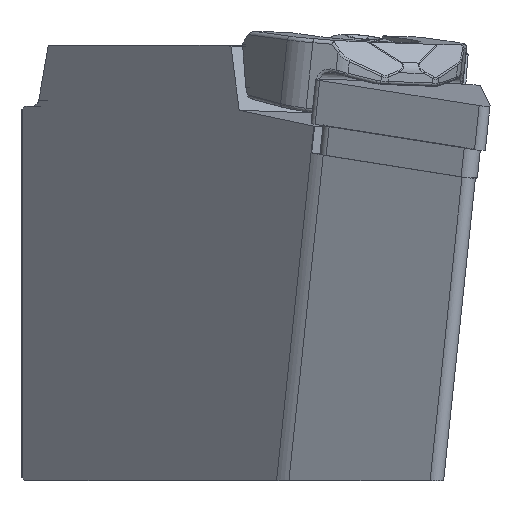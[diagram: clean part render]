
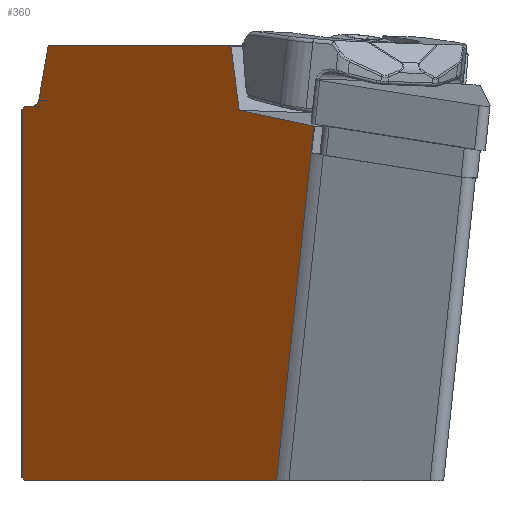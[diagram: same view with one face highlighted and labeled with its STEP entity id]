
A CAD part, left-side view. The second image highlights one B-rep face of the part: STEP entity #360.
In plain terms, the highlighted planar face has unit normal (-0.703, 0.711, 0).
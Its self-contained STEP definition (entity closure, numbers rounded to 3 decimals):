
#204=ELLIPSE('',#3150,1.125,0.8);
#360=ADVANCED_FACE('',(#620),#539,.F.);
#539=PLANE('',#3151);
#620=FACE_OUTER_BOUND('',#794,.T.);
#794=EDGE_LOOP('',(#1020,#1021,#1022,#1023,#1024,#1025,#1026,#1027,#1028,
#1029,#1030,#1031));
#1020=ORIENTED_EDGE('',*,*,#2187,.F.);
#1021=ORIENTED_EDGE('',*,*,#2184,.F.);
#1022=ORIENTED_EDGE('',*,*,#2209,.F.);
#1023=ORIENTED_EDGE('',*,*,#2210,.F.);
#1024=ORIENTED_EDGE('',*,*,#2211,.F.);
#1025=ORIENTED_EDGE('',*,*,#2212,.F.);
#1026=ORIENTED_EDGE('',*,*,#2213,.F.);
#1027=ORIENTED_EDGE('',*,*,#2214,.F.);
#1028=ORIENTED_EDGE('',*,*,#2215,.F.);
#1029=ORIENTED_EDGE('',*,*,#2216,.F.);
#1030=ORIENTED_EDGE('',*,*,#2203,.T.);
#1031=ORIENTED_EDGE('',*,*,#2217,.F.);
#1888=VERTEX_POINT('',#4334);
#1902=VERTEX_POINT('',#4361);
#1905=VERTEX_POINT('',#4369);
#1916=VERTEX_POINT('',#4397);
#1918=VERTEX_POINT('',#4400);
#1923=VERTEX_POINT('',#4412);
#1924=VERTEX_POINT('',#4414);
#1925=VERTEX_POINT('',#4416);
#1926=VERTEX_POINT('',#4418);
#1927=VERTEX_POINT('',#4420);
#1928=VERTEX_POINT('',#4422);
#1929=VERTEX_POINT('',#4424);
#2184=EDGE_CURVE('',#1902,#1888,#2640,.T.);
#2187=EDGE_CURVE('',#1888,#1905,#2643,.T.);
#2203=EDGE_CURVE('',#1918,#1916,#2658,.T.);
#2209=EDGE_CURVE('',#1923,#1902,#2661,.T.);
#2210=EDGE_CURVE('',#1924,#1923,#2662,.T.);
#2211=EDGE_CURVE('',#1925,#1924,#204,.T.);
#2212=EDGE_CURVE('',#1926,#1925,#2663,.T.);
#2213=EDGE_CURVE('',#1927,#1926,#2664,.T.);
#2214=EDGE_CURVE('',#1928,#1927,#2665,.T.);
#2215=EDGE_CURVE('',#1929,#1928,#2666,.T.);
#2216=EDGE_CURVE('',#1918,#1929,#2667,.T.);
#2217=EDGE_CURVE('',#1905,#1916,#2668,.T.);
#2640=LINE('',#4362,#2897);
#2643=LINE('',#4368,#2900);
#2658=LINE('',#4399,#2915);
#2661=LINE('',#4411,#2918);
#2662=LINE('',#4413,#2919);
#2663=LINE('',#4417,#2920);
#2664=LINE('',#4419,#2921);
#2665=LINE('',#4421,#2922);
#2666=LINE('',#4423,#2923);
#2667=LINE('',#4425,#2924);
#2668=LINE('',#4426,#2925);
#2897=VECTOR('',#3468,1.);
#2900=VECTOR('',#3473,1.);
#2915=VECTOR('',#3494,1.);
#2918=VECTOR('',#3505,1.);
#2919=VECTOR('',#3506,1.);
#2920=VECTOR('',#3509,1.);
#2921=VECTOR('',#3510,1.);
#2922=VECTOR('',#3511,1.);
#2923=VECTOR('',#3512,1.);
#2924=VECTOR('',#3513,1.);
#2925=VECTOR('',#3514,1.);
#3150=AXIS2_PLACEMENT_3D('',#4415,#3507,#3508);
#3151=AXIS2_PLACEMENT_3D('',#4427,#3515,#3516);
#3468=DIRECTION('',(-0.703,-0.696,-0.147));
#3473=DIRECTION('',(-0.128,-0.126,-0.984));
#3494=DIRECTION('',(-0.105,-0.104,0.989));
#3505=DIRECTION('',(-0.711,-0.703,0.));
#3506=DIRECTION('',(-0.171,-0.17,0.971));
#3507=DIRECTION('',(-0.703,0.711,0.));
#3508=DIRECTION('',(0.711,0.703,0.));
#3509=DIRECTION('',(-0.711,-0.703,0.));
#3510=DIRECTION('',(-0.581,-0.575,0.575));
#3511=DIRECTION('',(0.001,0.,1.));
#3512=DIRECTION('',(0.582,0.575,0.575));
#3513=DIRECTION('',(0.711,0.703,0.));
#3514=DIRECTION('',(-0.703,-0.696,-0.147));
#3515=DIRECTION('',(0.703,-0.711,0.));
#3516=DIRECTION('',(0.711,0.703,0.));
#4334=CARTESIAN_POINT('',(19.126,-22.326,6.39));
#4361=CARTESIAN_POINT('',(19.651,-21.807,6.5));
#4362=CARTESIAN_POINT('',(9.487,-31.86,4.369));
#4368=CARTESIAN_POINT('',(12.309,-29.04,-45.909));
#4369=CARTESIAN_POINT('',(18.237,-23.202,-0.429));
#4397=CARTESIAN_POINT('',(10.173,-31.178,-2.119));
#4399=CARTESIAN_POINT('',(14.87,-26.506,-46.568));
#4400=CARTESIAN_POINT('',(14.176,-27.196,-40.));
#4411=CARTESIAN_POINT('',(14.885,-26.521,6.5));
#4412=CARTESIAN_POINT('',(38.854,-2.813,6.5));
#4413=CARTESIAN_POINT('',(46.276,4.553,-35.596));
#4414=CARTESIAN_POINT('',(39.883,-1.791,0.661));
#4415=CARTESIAN_POINT('',(40.671,-1.012,0.8));
#4416=CARTESIAN_POINT('',(40.671,-1.012,0.));
#4417=CARTESIAN_POINT('',(14.883,-26.519,0.));
#4418=CARTESIAN_POINT('',(41.391,-0.3,0.));
#4419=CARTESIAN_POINT('',(39.239,-2.43,2.13));
#4420=CARTESIAN_POINT('',(41.694,0.,-0.3));
#4421=CARTESIAN_POINT('',(41.667,0.,-46.584));
#4422=CARTESIAN_POINT('',(41.671,0.,-39.7));
#4423=CARTESIAN_POINT('',(21.433,-20.007,-59.707));
#4424=CARTESIAN_POINT('',(41.368,-0.3,-40.));
#4425=CARTESIAN_POINT('',(14.872,-26.508,-40.));
#4426=CARTESIAN_POINT('',(10.173,-31.178,-2.119));
#4427=CARTESIAN_POINT('',(14.87,-26.506,-46.568));
